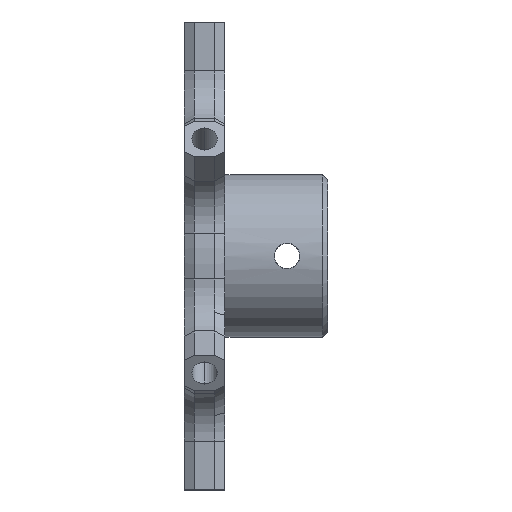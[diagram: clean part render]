
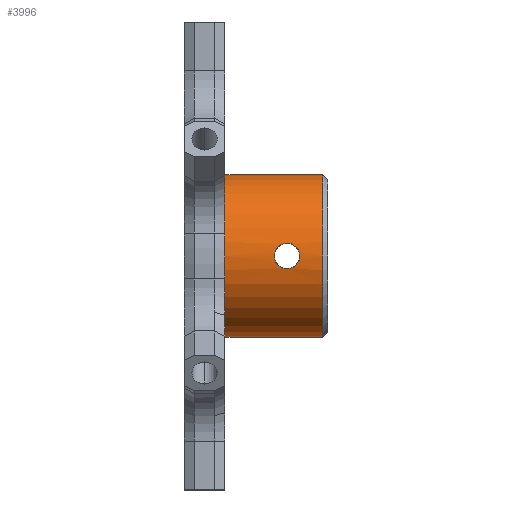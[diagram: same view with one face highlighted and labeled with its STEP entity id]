
A CAD part, left-side view. The second image highlights one B-rep face of the part: STEP entity #3996.
In plain terms, the highlighted cylindrical face has radius 8 mm (diameter 16 mm), a partial arc.
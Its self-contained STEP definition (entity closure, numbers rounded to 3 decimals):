
#24 = ORIENTED_EDGE ( 'NONE', *, *, #1694, .T. ) ;
#112 = CARTESIAN_POINT ( 'NONE',  ( -7.902, -3.408, 1.25 ) ) ;
#130 = CARTESIAN_POINT ( 'NONE',  ( -7.925, -4.038, -1.092 ) ) ;
#143 = CARTESIAN_POINT ( 'NONE',  ( -7.957, -4.349, 0.827 ) ) ;
#189 = AXIS2_PLACEMENT_3D ( 'NONE', #335, #2752, #3436 ) ;
#197 = AXIS2_PLACEMENT_3D ( 'NONE', #3590, #3530, #1492 ) ;
#260 = CARTESIAN_POINT ( 'NONE',  ( -7.902, -3.408, 1.25 ) ) ;
#296 = CARTESIAN_POINT ( 'NONE',  ( 0., 2.692, 8. ) ) ;
#335 = CARTESIAN_POINT ( 'NONE',  ( 0., 2.692, 0. ) ) ;
#445 = VERTEX_POINT ( 'NONE', #1011 ) ;
#461 = CARTESIAN_POINT ( 'NONE',  ( -7.938, -4.177, -0.998 ) ) ;
#476 = CARTESIAN_POINT ( 'NONE',  ( -7.902, -3.571, 1.25 ) ) ;
#493 = CARTESIAN_POINT ( 'NONE',  ( -7.995, -4.625, 0.328 ) ) ;
#507 = CARTESIAN_POINT ( 'NONE',  ( -7.995, -4.625, -0.327 ) ) ;
#626 = CARTESIAN_POINT ( 'NONE',  ( -7.994, -2.198, 0.325 ) ) ;
#755 = ORIENTED_EDGE ( 'NONE', *, *, #2853, .F. ) ;
#805 = LINE ( 'NONE', #2178, #4395 ) ;
#946 = CARTESIAN_POINT ( 'NONE',  ( -7.964, -2.407, 0.767 ) ) ;
#977 = CARTESIAN_POINT ( 'NONE',  ( -7.902, -3.326, 1.25 ) ) ;
#1011 = CARTESIAN_POINT ( 'NONE',  ( -7.902, -3.408, 1.25 ) ) ;
#1082 = CARTESIAN_POINT ( 'NONE',  ( 0., -6.908, 8. ) ) ;
#1139 = B_SPLINE_CURVE_WITH_KNOTS ( 'NONE', 3,
 ( #112, #476, #1891, #1235, #4312, #143, #2201, #1201, #2523, #493, #1546, #3242, #507, #2230, #3227, #461, #130, #3602, #1512, #2928 ),
 .UNSPECIFIED., .F., .F.,
 ( 4, 2, 2, 2, 2, 2, 2, 2, 2, 4 ),
 ( 0.004, 0.004, 0.005, 0.005, 0.005, 0.006, 0.006, 0.007, 0.007, 0.008 ),
 .UNSPECIFIED. ) ;
#1197 = EDGE_CURVE ( 'NONE', #3964, #4148, #3202, .T. ) ;
#1201 = CARTESIAN_POINT ( 'NONE',  ( -7.976, -4.492, 0.627 ) ) ;
#1235 = CARTESIAN_POINT ( 'NONE',  ( -7.925, -4.037, 1.093 ) ) ;
#1267 = EDGE_LOOP ( 'NONE', ( #3226, #3409, #3592, #755 ) ) ;
#1293 = CARTESIAN_POINT ( 'NONE',  ( -7.938, -2.64, 1. ) ) ;
#1309 = CARTESIAN_POINT ( 'NONE',  ( -7.977, -2.315, -0.629 ) ) ;
#1322 = CARTESIAN_POINT ( 'NONE',  ( -7.995, -2.191, -0.328 ) ) ;
#1350 = CARTESIAN_POINT ( 'NONE',  ( -7.907, -3.08, -1.217 ) ) ;
#1411 = EDGE_LOOP ( 'NONE', ( #2631, #24 ) ) ;
#1461 = EDGE_CURVE ( 'NONE', #4455, #445, #1504, .T. ) ;
#1463 = FACE_OUTER_BOUND ( 'NONE', #1267, .T. ) ;
#1492 = DIRECTION ( 'NONE',  ( 0., 0., 1. ) ) ;
#1504 = B_SPLINE_CURVE_WITH_KNOTS ( 'NONE', 3,
 ( #3383, #2334, #1350, #4097, #3339, #2015, #1309, #1322, #4450, #3707, #1650, #626, #1689, #2001, #946, #1293, #4074, #1635, #4054, #1984, #977, #260 ),
 .UNSPECIFIED., .F., .F.,
 ( 4, 2, 2, 2, 2, 2, 2, 2, 2, 2, 4 ),
 ( 0., 0., 0.001, 0.001, 0.002, 0.002, 0.002, 0.003, 0.003, 0.004, 0.004 ),
 .UNSPECIFIED. ) ;
#1512 = CARTESIAN_POINT ( 'NONE',  ( -7.902, -3.573, -1.25 ) ) ;
#1534 = CARTESIAN_POINT ( 'NONE',  ( 0., 9.741, 8. ) ) ;
#1546 = CARTESIAN_POINT ( 'NONE',  ( -8., -4.658, 0.166 ) ) ;
#1635 = CARTESIAN_POINT ( 'NONE',  ( -7.912, -3.005, 1.186 ) ) ;
#1650 = CARTESIAN_POINT ( 'NONE',  ( -7.999, -2.166, 0.164 ) ) ;
#1689 = CARTESIAN_POINT ( 'NONE',  ( -7.99, -2.221, 0.403 ) ) ;
#1694 = EDGE_CURVE ( 'NONE', #445, #4455, #1139, .T. ) ;
#1802 = CARTESIAN_POINT ( 'NONE',  ( 0., -6.908, 0. ) ) ;
#1891 = CARTESIAN_POINT ( 'NONE',  ( -7.907, -3.736, 1.217 ) ) ;
#1939 = VECTOR ( 'NONE', #3217, 1000. ) ;
#1984 = CARTESIAN_POINT ( 'NONE',  ( -7.903, -3.243, 1.242 ) ) ;
#2001 = CARTESIAN_POINT ( 'NONE',  ( -7.977, -2.316, 0.63 ) ) ;
#2015 = CARTESIAN_POINT ( 'NONE',  ( -7.964, -2.409, -0.769 ) ) ;
#2052 = LINE ( 'NONE', #1534, #1939 ) ;
#2140 = DIRECTION ( 'NONE',  ( 0., 1., 0. ) ) ;
#2152 = AXIS2_PLACEMENT_3D ( 'NONE', #1802, #2140, #2484 ) ;
#2178 = CARTESIAN_POINT ( 'NONE',  ( 0., 9.741, -8. ) ) ;
#2201 = CARTESIAN_POINT ( 'NONE',  ( -7.964, -4.401, 0.763 ) ) ;
#2230 = CARTESIAN_POINT ( 'NONE',  ( -7.977, -4.5, -0.629 ) ) ;
#2334 = CARTESIAN_POINT ( 'NONE',  ( -7.902, -3.242, -1.25 ) ) ;
#2407 = FACE_BOUND ( 'NONE', #1411, .T. ) ;
#2484 = DIRECTION ( 'NONE',  ( 0., 0., 1. ) ) ;
#2512 = CARTESIAN_POINT ( 'NONE',  ( 0., 2.692, -8. ) ) ;
#2523 = CARTESIAN_POINT ( 'NONE',  ( -7.981, -4.531, 0.555 ) ) ;
#2631 = ORIENTED_EDGE ( 'NONE', *, *, #1461, .T. ) ;
#2752 = DIRECTION ( 'NONE',  ( 0., 1., 0. ) ) ;
#2853 = EDGE_CURVE ( 'NONE', #4010, #3514, #3735, .T. ) ;
#2875 = DIRECTION ( 'NONE',  ( 0., 1., 0. ) ) ;
#2928 = CARTESIAN_POINT ( 'NONE',  ( -7.902, -3.408, -1.25 ) ) ;
#3189 = CARTESIAN_POINT ( 'NONE',  ( 0., -6.908, -8. ) ) ;
#3202 = CIRCLE ( 'NONE', #2152, 8. ) ;
#3217 = DIRECTION ( 'NONE',  ( 0., 1., 0. ) ) ;
#3226 = ORIENTED_EDGE ( 'NONE', *, *, #3972, .F. ) ;
#3227 = CARTESIAN_POINT ( 'NONE',  ( -7.964, -4.407, -0.768 ) ) ;
#3242 = CARTESIAN_POINT ( 'NONE',  ( -8., -4.658, -0.164 ) ) ;
#3339 = CARTESIAN_POINT ( 'NONE',  ( -7.938, -2.639, -0.999 ) ) ;
#3383 = CARTESIAN_POINT ( 'NONE',  ( -7.902, -3.408, -1.25 ) ) ;
#3409 = ORIENTED_EDGE ( 'NONE', *, *, #1197, .T. ) ;
#3436 = DIRECTION ( 'NONE',  ( 0., 0., 1. ) ) ;
#3514 = VERTEX_POINT ( 'NONE', #296 ) ;
#3530 = DIRECTION ( 'NONE',  ( 0., 1., 0. ) ) ;
#3590 = CARTESIAN_POINT ( 'NONE',  ( 0., 9.741, 0. ) ) ;
#3592 = ORIENTED_EDGE ( 'NONE', *, *, #3907, .T. ) ;
#3602 = CARTESIAN_POINT ( 'NONE',  ( -7.907, -3.737, -1.217 ) ) ;
#3707 = CARTESIAN_POINT ( 'NONE',  ( -8., -2.158, 0.081 ) ) ;
#3735 = CIRCLE ( 'NONE', #189, 8. ) ;
#3883 = CYLINDRICAL_SURFACE ( 'NONE', #197, 8. ) ;
#3907 = EDGE_CURVE ( 'NONE', #4148, #3514, #2052, .T. ) ;
#3964 = VERTEX_POINT ( 'NONE', #3189 ) ;
#3972 = EDGE_CURVE ( 'NONE', #3964, #4010, #805, .T. ) ;
#3996 = ADVANCED_FACE ( 'NONE', ( #1463, #2407 ), #3883, .T. ) ;
#4010 = VERTEX_POINT ( 'NONE', #2512 ) ;
#4054 = CARTESIAN_POINT ( 'NONE',  ( -7.908, -3.083, 1.21 ) ) ;
#4074 = CARTESIAN_POINT ( 'NONE',  ( -7.925, -2.778, 1.092 ) ) ;
#4097 = CARTESIAN_POINT ( 'NONE',  ( -7.925, -2.777, -1.092 ) ) ;
#4105 = CARTESIAN_POINT ( 'NONE',  ( -7.902, -3.408, -1.25 ) ) ;
#4148 = VERTEX_POINT ( 'NONE', #1082 ) ;
#4312 = CARTESIAN_POINT ( 'NONE',  ( -7.938, -4.176, 1. ) ) ;
#4395 = VECTOR ( 'NONE', #2875, 1000. ) ;
#4450 = CARTESIAN_POINT ( 'NONE',  ( -8., -2.158, -0.164 ) ) ;
#4455 = VERTEX_POINT ( 'NONE', #4105 ) ;
